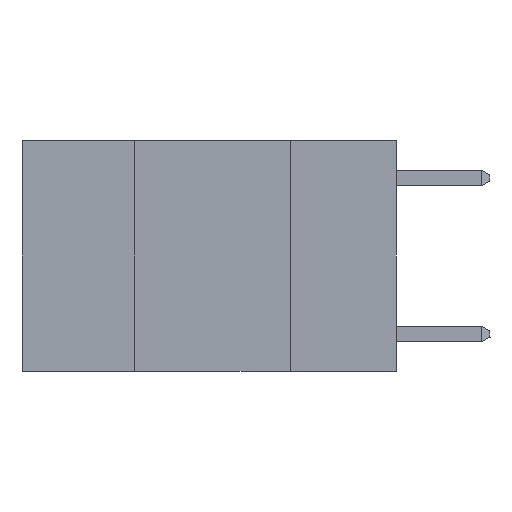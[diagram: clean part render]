
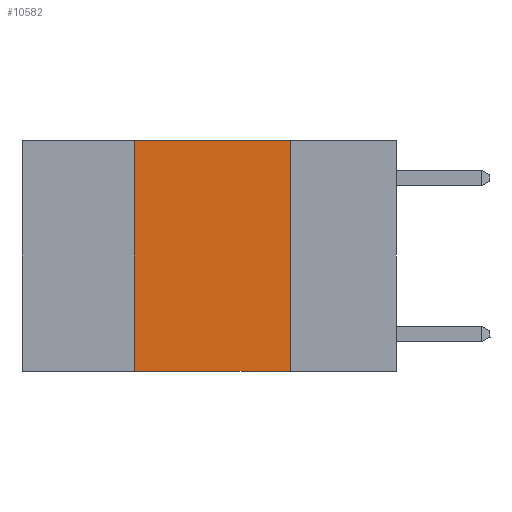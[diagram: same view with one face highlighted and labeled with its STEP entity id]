
A CAD part, left-side view. The second image highlights one B-rep face of the part: STEP entity #10582.
In plain terms, the highlighted planar face has unit normal (-1, 0, 0).
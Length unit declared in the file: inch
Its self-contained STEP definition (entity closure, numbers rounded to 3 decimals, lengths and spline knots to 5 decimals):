
#681 = VECTOR ( 'NONE', #6351, 39.37008 ) ;
#1261 = VECTOR ( 'NONE', #8412, 39.37008 ) ;
#1772 = LINE ( 'NONE', #16287, #1261 ) ;
#2546 = EDGE_CURVE ( 'NONE', #7783, #12404, #1772, .T. ) ;
#3200 = AXIS2_PLACEMENT_3D ( 'NONE', #8608, #7097, #18143 ) ;
#4323 = CARTESIAN_POINT ( 'NONE',  ( 0., 0.6, 0. ) ) ;
#4411 = LINE ( 'NONE', #15820, #681 ) ;
#4971 = ORIENTED_EDGE ( 'NONE', *, *, #12031, .F. ) ;
#5481 = PLANE ( 'NONE',  #3200 ) ;
#5912 = DIRECTION ( 'NONE',  ( 0., -1., 0. ) ) ;
#6351 = DIRECTION ( 'NONE',  ( 0., -1., 0. ) ) ;
#6552 = CARTESIAN_POINT ( 'NONE',  ( 0., 0.17, 0. ) ) ;
#6719 = VECTOR ( 'NONE', #5912, 39.37008 ) ;
#7003 = ORIENTED_EDGE ( 'NONE', *, *, #2546, .F. ) ;
#7097 = DIRECTION ( 'NONE',  ( 1., 0., 0. ) ) ;
#7783 = VERTEX_POINT ( 'NONE', #18956 ) ;
#8150 = DIRECTION ( 'NONE',  ( 0., 0., -1. ) ) ;
#8226 = CARTESIAN_POINT ( 'NONE',  ( 0., 0.17, -0.37 ) ) ;
#8412 = DIRECTION ( 'NONE',  ( 0., 0., 1. ) ) ;
#8608 = CARTESIAN_POINT ( 'NONE',  ( 0., 0.6, 0. ) ) ;
#9554 = FACE_OUTER_BOUND ( 'NONE', #15600, .T. ) ;
#10031 = VECTOR ( 'NONE', #8150, 39.37008 ) ;
#10582 = ADVANCED_FACE ( 'NONE', ( #9554 ), #5481, .F. ) ;
#10939 = ORIENTED_EDGE ( 'NONE', *, *, #14853, .F. ) ;
#12031 = EDGE_CURVE ( 'NONE', #12404, #14331, #19342, .T. ) ;
#12404 = VERTEX_POINT ( 'NONE', #17815 ) ;
#13285 = CARTESIAN_POINT ( 'NONE',  ( 0., 0.17, 0. ) ) ;
#14331 = VERTEX_POINT ( 'NONE', #13285 ) ;
#14853 = EDGE_CURVE ( 'NONE', #14331, #16699, #18453, .T. ) ;
#15600 = EDGE_LOOP ( 'NONE', ( #10939, #4971, #7003, #19374 ) ) ;
#15820 = CARTESIAN_POINT ( 'NONE',  ( 0., 0.6, -0.37 ) ) ;
#16287 = CARTESIAN_POINT ( 'NONE',  ( 0., 0.42, 0. ) ) ;
#16699 = VERTEX_POINT ( 'NONE', #8226 ) ;
#17815 = CARTESIAN_POINT ( 'NONE',  ( 0., 0.42, 0. ) ) ;
#18143 = DIRECTION ( 'NONE',  ( 0., 0., -1. ) ) ;
#18400 = EDGE_CURVE ( 'NONE', #7783, #16699, #4411, .T. ) ;
#18453 = LINE ( 'NONE', #6552, #10031 ) ;
#18956 = CARTESIAN_POINT ( 'NONE',  ( 0., 0.42, -0.37 ) ) ;
#19342 = LINE ( 'NONE', #4323, #6719 ) ;
#19374 = ORIENTED_EDGE ( 'NONE', *, *, #18400, .T. ) ;
